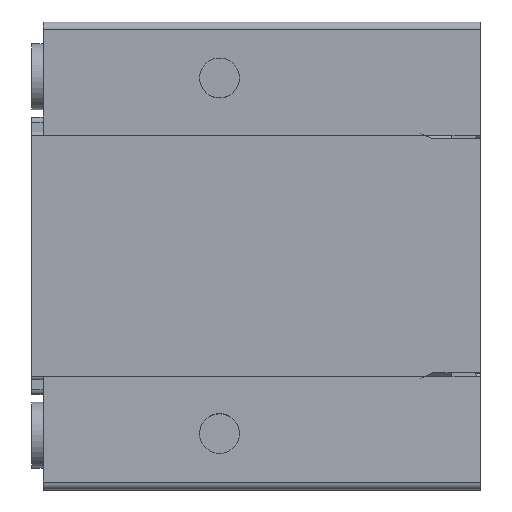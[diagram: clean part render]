
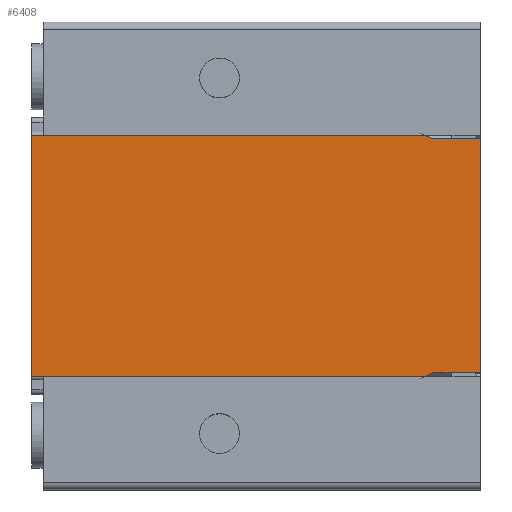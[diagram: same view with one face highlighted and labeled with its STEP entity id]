
A CAD part, top view. The second image highlights one B-rep face of the part: STEP entity #6408.
In plain terms, the highlighted planar face has unit normal (0, 0, 1).
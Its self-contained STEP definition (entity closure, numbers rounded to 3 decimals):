
#503=DIRECTION('',(0.,1.,0.));
#504=VECTOR('',#503,15.24);
#505=CARTESIAN_POINT('',(14.625,1.4,7.145));
#506=LINE('',#505,#504);
#1728=DIRECTION('',(-0.907,0.421,0.));
#1729=VECTOR('',#1728,0.598);
#1730=CARTESIAN_POINT('',(11.525,16.64,7.145));
#1731=LINE('',#1730,#1729);
#1732=DIRECTION('',(-1.,0.,0.));
#1733=VECTOR('',#1732,3.1);
#1734=CARTESIAN_POINT('',(14.625,16.64,7.145));
#1735=LINE('',#1734,#1733);
#1736=DIRECTION('',(-1.,0.,0.));
#1737=VECTOR('',#1736,3.1);
#1738=CARTESIAN_POINT('',(14.625,1.4,7.145));
#1739=LINE('',#1738,#1737);
#1740=DIRECTION('',(-0.907,-0.421,0.));
#1741=VECTOR('',#1740,0.598);
#1742=CARTESIAN_POINT('',(11.525,1.4,7.145));
#1743=LINE('',#1742,#1741);
#1744=DIRECTION('',(1.,0.,0.));
#1745=VECTOR('',#1744,25.608);
#1746=CARTESIAN_POINT('',(-14.625,1.149,7.145));
#1747=LINE('',#1746,#1745);
#1748=DIRECTION('',(0.,1.,0.));
#1749=VECTOR('',#1748,15.743);
#1750=CARTESIAN_POINT('',(-14.625,1.149,7.145));
#1751=LINE('',#1750,#1749);
#1752=DIRECTION('',(1.,0.,0.));
#1753=VECTOR('',#1752,25.608);
#1754=CARTESIAN_POINT('',(-14.625,16.891,7.145));
#1755=LINE('',#1754,#1753);
#3439=CARTESIAN_POINT('',(14.625,1.4,7.145));
#3440=CARTESIAN_POINT('',(11.525,1.4,7.145));
#3441=VERTEX_POINT('',#3439);
#3442=VERTEX_POINT('',#3440);
#3497=CARTESIAN_POINT('',(10.983,1.149,7.145));
#3498=VERTEX_POINT('',#3497);
#3499=CARTESIAN_POINT('',(-14.625,1.149,7.145));
#3500=VERTEX_POINT('',#3499);
#3522=CARTESIAN_POINT('',(-14.625,16.891,7.145));
#3523=VERTEX_POINT('',#3522);
#3682=CARTESIAN_POINT('',(11.525,16.64,7.145));
#3683=CARTESIAN_POINT('',(10.983,16.891,7.145));
#3684=VERTEX_POINT('',#3682);
#3685=VERTEX_POINT('',#3683);
#3686=CARTESIAN_POINT('',(14.625,16.64,7.145));
#3687=VERTEX_POINT('',#3686);
#6390=CARTESIAN_POINT('',(-14.625,0.,7.145));
#6391=DIRECTION('',(0.,0.,1.));
#6392=DIRECTION('',(1.,0.,0.));
#6393=AXIS2_PLACEMENT_3D('',#6390,#6391,#6392);
#6394=PLANE('',#6393);
#6396=ORIENTED_EDGE('',*,*,#6395,.F.);
#6398=ORIENTED_EDGE('',*,*,#6397,.F.);
#6399=ORIENTED_EDGE('',*,*,#4747,.F.);
#6400=ORIENTED_EDGE('',*,*,#5294,.T.);
#6402=ORIENTED_EDGE('',*,*,#6401,.T.);
#6403=ORIENTED_EDGE('',*,*,#5394,.F.);
#6404=ORIENTED_EDGE('',*,*,#4408,.T.);
#6405=ORIENTED_EDGE('',*,*,#4610,.T.);
#6406=EDGE_LOOP('',(#6396,#6398,#6399,#6400,#6402,#6403,#6404,#6405));
#6407=FACE_OUTER_BOUND('',#6406,.F.);
#6408=ADVANCED_FACE('',(#6407),#6394,.T.);
#4408=EDGE_CURVE('',#3500,#3523,#1751,.T.);
#4610=EDGE_CURVE('',#3523,#3685,#1755,.T.);
#4747=EDGE_CURVE('',#3441,#3687,#506,.T.);
#5294=EDGE_CURVE('',#3441,#3442,#1739,.T.);
#5394=EDGE_CURVE('',#3500,#3498,#1747,.T.);
#6395=EDGE_CURVE('',#3684,#3685,#1731,.T.);
#6397=EDGE_CURVE('',#3687,#3684,#1735,.T.);
#6401=EDGE_CURVE('',#3442,#3498,#1743,.T.);
